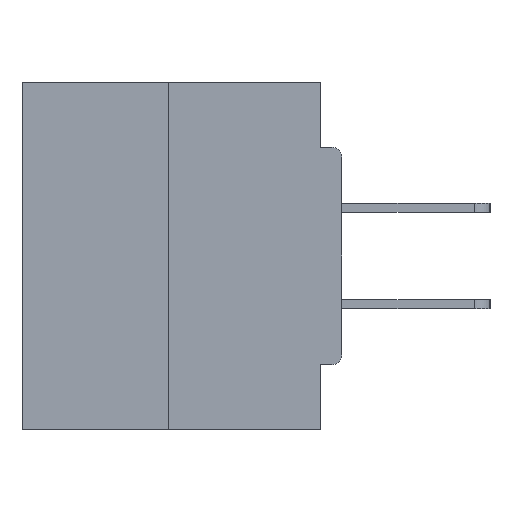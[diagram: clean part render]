
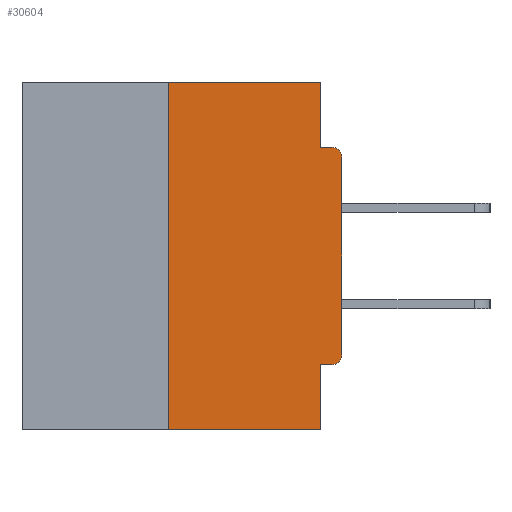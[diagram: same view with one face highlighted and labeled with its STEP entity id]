
A CAD part, left-side view. The second image highlights one B-rep face of the part: STEP entity #30604.
In plain terms, the highlighted planar face has unit normal (-1, 0, 0).
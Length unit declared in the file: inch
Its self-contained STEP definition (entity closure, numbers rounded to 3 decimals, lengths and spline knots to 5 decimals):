
#119 = DIRECTION ( 'NONE',  ( 0., 0., -1. ) ) ;
#908 = DIRECTION ( 'NONE',  ( 0., -1., 0. ) ) ;
#1403 = CARTESIAN_POINT ( 'NONE',  ( 0., 0., -0.0935 ) ) ;
#1632 = VECTOR ( 'NONE', #23068, 39.37008 ) ;
#1833 = DIRECTION ( 'NONE',  ( -1., 0., 0. ) ) ;
#2239 = DIRECTION ( 'NONE',  ( 0., -1., 0. ) ) ;
#2257 = VERTEX_POINT ( 'NONE', #30198 ) ;
#2333 = AXIS2_PLACEMENT_3D ( 'NONE', #6942, #1833, #4400 ) ;
#2382 = ORIENTED_EDGE ( 'NONE', *, *, #17129, .T. ) ;
#4147 = VECTOR ( 'NONE', #2239, 39.37008 ) ;
#4167 = VERTEX_POINT ( 'NONE', #8481 ) ;
#4242 = EDGE_CURVE ( 'NONE', #10517, #12549, #29499, .T. ) ;
#4400 = DIRECTION ( 'NONE',  ( 0., 0., -1. ) ) ;
#4646 = VERTEX_POINT ( 'NONE', #30911 ) ;
#5013 = EDGE_CURVE ( 'NONE', #29630, #5722, #14514, .T. ) ;
#5102 = CARTESIAN_POINT ( 'NONE',  ( 0., 0.031, -0.5 ) ) ;
#5722 = VERTEX_POINT ( 'NONE', #21334 ) ;
#6942 = CARTESIAN_POINT ( 'NONE',  ( 0., 0.015, -0.3915 ) ) ;
#8311 = CIRCLE ( 'NONE', #2333, 0.015 ) ;
#8481 = CARTESIAN_POINT ( 'NONE',  ( 0., 0.031, -0.4065 ) ) ;
#8925 = DIRECTION ( 'NONE',  ( 0., 0., 1. ) ) ;
#8956 = ORIENTED_EDGE ( 'NONE', *, *, #29608, .F. ) ;
#9784 = VERTEX_POINT ( 'NONE', #28770 ) ;
#10430 = ORIENTED_EDGE ( 'NONE', *, *, #14839, .F. ) ;
#10517 = VERTEX_POINT ( 'NONE', #17271 ) ;
#11068 = CARTESIAN_POINT ( 'NONE',  ( 0., 0.46, 0. ) ) ;
#11588 = CARTESIAN_POINT ( 'NONE',  ( 0., 0.46, 0. ) ) ;
#11639 = LINE ( 'NONE', #1403, #15768 ) ;
#11884 = VERTEX_POINT ( 'NONE', #22892 ) ;
#12199 = CARTESIAN_POINT ( 'NONE',  ( 0., 0., -0.4065 ) ) ;
#12549 = VERTEX_POINT ( 'NONE', #33983 ) ;
#12832 = LINE ( 'NONE', #20142, #32653 ) ;
#12992 = EDGE_CURVE ( 'NONE', #29497, #10517, #12832, .T. ) ;
#13021 = EDGE_CURVE ( 'NONE', #9784, #11884, #8311, .T. ) ;
#14514 = CIRCLE ( 'NONE', #33832, 0.015 ) ;
#14520 = ORIENTED_EDGE ( 'NONE', *, *, #5013, .T. ) ;
#14788 = VECTOR ( 'NONE', #119, 39.37008 ) ;
#14839 = EDGE_CURVE ( 'NONE', #9784, #4167, #31884, .T. ) ;
#14910 = DIRECTION ( 'NONE',  ( 0., 0., 1. ) ) ;
#15768 = VECTOR ( 'NONE', #27714, 39.37008 ) ;
#15781 = ORIENTED_EDGE ( 'NONE', *, *, #4242, .F. ) ;
#15898 = DIRECTION ( 'NONE',  ( 1., 0., 0. ) ) ;
#16576 = LINE ( 'NONE', #20523, #4147 ) ;
#16591 = EDGE_LOOP ( 'NONE', ( #15781, #24071, #2382, #20153, #10430, #32087, #30213, #14520, #8956, #33888 ) ) ;
#16994 = CARTESIAN_POINT ( 'NONE',  ( 0., 0., 0. ) ) ;
#17129 = EDGE_CURVE ( 'NONE', #29497, #2257, #16576, .T. ) ;
#17271 = CARTESIAN_POINT ( 'NONE',  ( 0., 0.25, 0. ) ) ;
#17787 = EDGE_CURVE ( 'NONE', #11884, #29630, #30576, .T. ) ;
#17836 = CARTESIAN_POINT ( 'NONE',  ( 0., 0., -0.1085 ) ) ;
#19619 = EDGE_CURVE ( 'NONE', #12549, #4646, #30834, .T. ) ;
#19959 = VECTOR ( 'NONE', #908, 39.37008 ) ;
#20142 = CARTESIAN_POINT ( 'NONE',  ( 0., 0.25, 0. ) ) ;
#20153 = ORIENTED_EDGE ( 'NONE', *, *, #31107, .F. ) ;
#20523 = CARTESIAN_POINT ( 'NONE',  ( 0., 0.46, -0.5 ) ) ;
#21334 = CARTESIAN_POINT ( 'NONE',  ( 0., 0.015, -0.0935 ) ) ;
#21858 = LINE ( 'NONE', #5102, #14788 ) ;
#22892 = CARTESIAN_POINT ( 'NONE',  ( 0., 0., -0.3915 ) ) ;
#23068 = DIRECTION ( 'NONE',  ( 0., 1., 0. ) ) ;
#23518 = DIRECTION ( 'NONE',  ( 0., 0., -1. ) ) ;
#23543 = VECTOR ( 'NONE', #8925, 39.37008 ) ;
#24071 = ORIENTED_EDGE ( 'NONE', *, *, #12992, .F. ) ;
#27031 = CARTESIAN_POINT ( 'NONE',  ( 0., 0.25, -0.5 ) ) ;
#27714 = DIRECTION ( 'NONE',  ( 0., -1., 0. ) ) ;
#28024 = AXIS2_PLACEMENT_3D ( 'NONE', #11068, #15898, #29325 ) ;
#28770 = CARTESIAN_POINT ( 'NONE',  ( 0., 0.015, -0.4065 ) ) ;
#29325 = DIRECTION ( 'NONE',  ( 0., 0., -1. ) ) ;
#29375 = CARTESIAN_POINT ( 'NONE',  ( 0., 0.015, -0.1085 ) ) ;
#29497 = VERTEX_POINT ( 'NONE', #27031 ) ;
#29499 = LINE ( 'NONE', #11588, #19959 ) ;
#29608 = EDGE_CURVE ( 'NONE', #4646, #5722, #11639, .T. ) ;
#29630 = VERTEX_POINT ( 'NONE', #17836 ) ;
#30198 = CARTESIAN_POINT ( 'NONE',  ( 0., 0.031, -0.5 ) ) ;
#30213 = ORIENTED_EDGE ( 'NONE', *, *, #17787, .T. ) ;
#30576 = LINE ( 'NONE', #16994, #23543 ) ;
#30604 = ADVANCED_FACE ( 'NONE', ( #33848 ), #32072, .F. ) ;
#30834 = LINE ( 'NONE', #31382, #32855 ) ;
#30911 = CARTESIAN_POINT ( 'NONE',  ( 0., 0.031, -0.0935 ) ) ;
#31107 = EDGE_CURVE ( 'NONE', #4167, #2257, #21858, .T. ) ;
#31382 = CARTESIAN_POINT ( 'NONE',  ( 0., 0.031, 0. ) ) ;
#31675 = DIRECTION ( 'NONE',  ( 0., 0., -1. ) ) ;
#31800 = DIRECTION ( 'NONE',  ( -1., 0., 0. ) ) ;
#31884 = LINE ( 'NONE', #12199, #1632 ) ;
#32072 = PLANE ( 'NONE',  #28024 ) ;
#32087 = ORIENTED_EDGE ( 'NONE', *, *, #13021, .T. ) ;
#32653 = VECTOR ( 'NONE', #14910, 39.37008 ) ;
#32855 = VECTOR ( 'NONE', #23518, 39.37008 ) ;
#33832 = AXIS2_PLACEMENT_3D ( 'NONE', #29375, #31800, #31675 ) ;
#33848 = FACE_OUTER_BOUND ( 'NONE', #16591, .T. ) ;
#33888 = ORIENTED_EDGE ( 'NONE', *, *, #19619, .F. ) ;
#33983 = CARTESIAN_POINT ( 'NONE',  ( 0., 0.031, 0. ) ) ;
